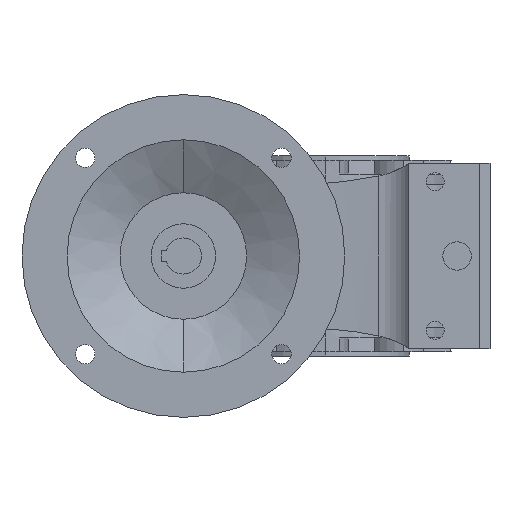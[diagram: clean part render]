
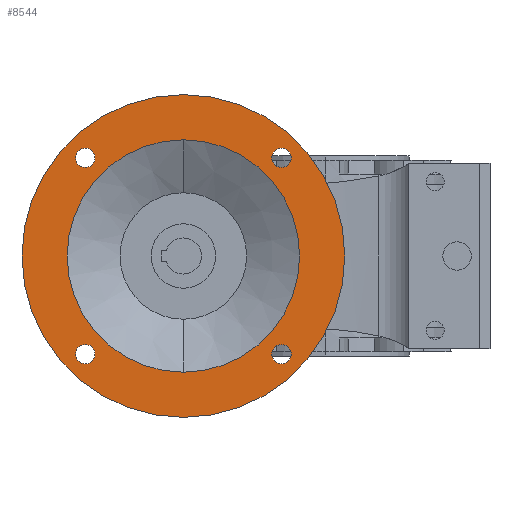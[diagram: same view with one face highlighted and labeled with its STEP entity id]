
A CAD part, left-side view. The second image highlights one B-rep face of the part: STEP entity #8544.
In plain terms, the highlighted planar face has unit normal (-1, 0, 0).
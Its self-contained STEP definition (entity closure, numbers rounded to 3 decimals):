
#1012 = DIRECTION ( 'NONE',  ( -1., 0., 0. ) ) ;
#1801 = CIRCLE ( 'NONE', #11273, 90. ) ;
#1815 = CIRCLE ( 'NONE', #11275, 125. ) ;
#1829 = CIRCLE ( 'NONE', #11279, 7.5 ) ;
#2642 = AXIS2_PLACEMENT_3D ( 'NONE', #12071, #12072, #12073 ) ;
#2643 = AXIS2_PLACEMENT_3D ( 'NONE', #12076, #12077, #12078 ) ;
#2647 = AXIS2_PLACEMENT_3D ( 'NONE', #12092, #12093, #12094 ) ;
#2898 = AXIS2_PLACEMENT_3D ( 'NONE', #7105, #7101, #7106 ) ;
#3466 = CARTESIAN_POINT ( 'NONE',  ( -28.5, 76.014, -83.514 ) ) ;
#3467 = CARTESIAN_POINT ( 'NONE',  ( -28.5, 76.014, 68.514 ) ) ;
#3472 = CARTESIAN_POINT ( 'NONE',  ( -28.5, 0., 125. ) ) ;
#3473 = CARTESIAN_POINT ( 'NONE',  ( -28.5, 76.014, 83.514 ) ) ;
#4076 = VERTEX_POINT ( 'NONE', #8032 ) ;
#4127 = VERTEX_POINT ( 'NONE', #5109 ) ;
#4128 = VERTEX_POINT ( 'NONE', #5110 ) ;
#4298 = VERTEX_POINT ( 'NONE', #5280 ) ;
#4307 = VERTEX_POINT ( 'NONE', #5289 ) ;
#4309 = VERTEX_POINT ( 'NONE', #5291 ) ;
#4311 = VERTEX_POINT ( 'NONE', #5293 ) ;
#4312 = VERTEX_POINT ( 'NONE', #5294 ) ;
#5109 = CARTESIAN_POINT ( 'NONE',  ( -28.5, -76.014, 68.514 ) ) ;
#5110 = CARTESIAN_POINT ( 'NONE',  ( -28.5, -76.014, -83.514 ) ) ;
#5280 = CARTESIAN_POINT ( 'NONE',  ( -28.5, 0., -90. ) ) ;
#5289 = CARTESIAN_POINT ( 'NONE',  ( -28.5, 76.014, -68.514 ) ) ;
#5291 = CARTESIAN_POINT ( 'NONE',  ( -28.5, -76.014, 83.514 ) ) ;
#5293 = CARTESIAN_POINT ( 'NONE',  ( -28.5, 0., -125. ) ) ;
#5294 = CARTESIAN_POINT ( 'NONE',  ( -28.5, 0., 90. ) ) ;
#5478 = VERTEX_POINT ( 'NONE', #3466 ) ;
#5479 = VERTEX_POINT ( 'NONE', #3467 ) ;
#5484 = VERTEX_POINT ( 'NONE', #3472 ) ;
#5485 = VERTEX_POINT ( 'NONE', #3473 ) ;
#5588 = ORIENTED_EDGE ( 'NONE', *, *, #6715, .F. ) ;
#5589 = ORIENTED_EDGE ( 'NONE', *, *, #6729, .F. ) ;
#5590 = ORIENTED_EDGE ( 'NONE', *, *, #6712, .F. ) ;
#5591 = ORIENTED_EDGE ( 'NONE', *, *, #6728, .F. ) ;
#5592 = ORIENTED_EDGE ( 'NONE', *, *, #6713, .F. ) ;
#5593 = ORIENTED_EDGE ( 'NONE', *, *, #6736, .F. ) ;
#5594 = ORIENTED_EDGE ( 'NONE', *, *, #6714, .F. ) ;
#5595 = ORIENTED_EDGE ( 'NONE', *, *, #6114, .F. ) ;
#5596 = ORIENTED_EDGE ( 'NONE', *, *, #6716, .F. ) ;
#5597 = ORIENTED_EDGE ( 'NONE', *, *, #6088, .F. ) ;
#5598 = ORIENTED_EDGE ( 'NONE', *, *, #6095, .T. ) ;
#5599 = ORIENTED_EDGE ( 'NONE', *, *, #6709, .T. ) ;
#6088 = EDGE_CURVE ( 'NONE', #4298, #4312, #1801, .T. ) ;
#6095 = EDGE_CURVE ( 'NONE', #5484, #4311, #1815, .T. ) ;
#6114 = EDGE_CURVE ( 'NONE', #5479, #5485, #1829, .T. ) ;
#6709 = EDGE_CURVE ( 'NONE', #4311, #5484, #12928, .T. ) ;
#6712 = EDGE_CURVE ( 'NONE', #4076, #4128, #12920, .T. ) ;
#6713 = EDGE_CURVE ( 'NONE', #4309, #4127, #12932, .T. ) ;
#6714 = EDGE_CURVE ( 'NONE', #5485, #5479, #12933, .T. ) ;
#6715 = EDGE_CURVE ( 'NONE', #4307, #5478, #12935, .T. ) ;
#6716 = EDGE_CURVE ( 'NONE', #4312, #4298, #12934, .T. ) ;
#6728 = EDGE_CURVE ( 'NONE', #4128, #4076, #12936, .T. ) ;
#6729 = EDGE_CURVE ( 'NONE', #5478, #4307, #12955, .T. ) ;
#6736 = EDGE_CURVE ( 'NONE', #4127, #4309, #12964, .T. ) ;
#7101 = DIRECTION ( 'NONE',  ( 1., 0., 0. ) ) ;
#7103 = PLANE ( 'NONE',  #2898 ) ;
#7105 = CARTESIAN_POINT ( 'NONE',  ( -28.5, 90., 0. ) ) ;
#7106 = DIRECTION ( 'NONE',  ( 0., 0., -1. ) ) ;
#7785 = CARTESIAN_POINT ( 'NONE',  ( -28.5, 0., 0. ) ) ;
#7786 = DIRECTION ( 'NONE',  ( -1., 0., 0. ) ) ;
#7787 = DIRECTION ( 'NONE',  ( 0., 0., 1. ) ) ;
#7795 = CARTESIAN_POINT ( 'NONE',  ( -28.5, 0., 0. ) ) ;
#7796 = DIRECTION ( 'NONE',  ( -1., 0., 0. ) ) ;
#7797 = DIRECTION ( 'NONE',  ( 0., 0., 1. ) ) ;
#7819 = CARTESIAN_POINT ( 'NONE',  ( -28.5, 76.014, 76.014 ) ) ;
#7820 = DIRECTION ( 'NONE',  ( -1., 0., 0. ) ) ;
#7821 = DIRECTION ( 'NONE',  ( 0., 0., 1. ) ) ;
#8025 = DIRECTION ( 'NONE',  ( 0., 0., 1. ) ) ;
#8032 = CARTESIAN_POINT ( 'NONE',  ( -28.5, -76.014, -68.514 ) ) ;
#8544 = ADVANCED_FACE ( 'NONE', ( #11750, #11745, #11753, #11749, #11754, #11752 ), #7103, .F. ) ;
#9409 = EDGE_LOOP ( 'NONE', ( #5594, #5595 ) ) ;
#9413 = EDGE_LOOP ( 'NONE', ( #5596, #5597 ) ) ;
#9416 = EDGE_LOOP ( 'NONE', ( #5598, #5599 ) ) ;
#9417 = EDGE_LOOP ( 'NONE', ( #5588, #5589 ) ) ;
#9418 = EDGE_LOOP ( 'NONE', ( #5590, #5591 ) ) ;
#9448 = EDGE_LOOP ( 'NONE', ( #5592, #5593 ) ) ;
#11273 = AXIS2_PLACEMENT_3D ( 'NONE', #7785, #7786, #7787 ) ;
#11275 = AXIS2_PLACEMENT_3D ( 'NONE', #7795, #7796, #7797 ) ;
#11279 = AXIS2_PLACEMENT_3D ( 'NONE', #7819, #7820, #7821 ) ;
#11423 = AXIS2_PLACEMENT_3D ( 'NONE', #13654, #1012, #8025 ) ;
#11425 = AXIS2_PLACEMENT_3D ( 'NONE', #12027, #12028, #12029 ) ;
#11426 = AXIS2_PLACEMENT_3D ( 'NONE', #12030, #12031, #12032 ) ;
#11427 = AXIS2_PLACEMENT_3D ( 'NONE', #12033, #12034, #12035 ) ;
#11428 = AXIS2_PLACEMENT_3D ( 'NONE', #12036, #12037, #12038 ) ;
#11429 = AXIS2_PLACEMENT_3D ( 'NONE', #12039, #12040, #12041 ) ;
#11745 = FACE_BOUND ( 'NONE', #9418, .T. ) ;
#11749 = FACE_BOUND ( 'NONE', #9409, .T. ) ;
#11750 = FACE_BOUND ( 'NONE', #9417, .T. ) ;
#11752 = FACE_OUTER_BOUND ( 'NONE', #9416, .T. ) ;
#11753 = FACE_BOUND ( 'NONE', #9448, .T. ) ;
#11754 = FACE_BOUND ( 'NONE', #9413, .T. ) ;
#12027 = CARTESIAN_POINT ( 'NONE',  ( -28.5, -76.014, -76.014 ) ) ;
#12028 = DIRECTION ( 'NONE',  ( -1., 0., 0. ) ) ;
#12029 = DIRECTION ( 'NONE',  ( 0., 0., 1. ) ) ;
#12030 = CARTESIAN_POINT ( 'NONE',  ( -28.5, -76.014, 76.014 ) ) ;
#12031 = DIRECTION ( 'NONE',  ( -1., 0., 0. ) ) ;
#12032 = DIRECTION ( 'NONE',  ( 0., 0., 1. ) ) ;
#12033 = CARTESIAN_POINT ( 'NONE',  ( -28.5, 76.014, 76.014 ) ) ;
#12034 = DIRECTION ( 'NONE',  ( -1., 0., 0. ) ) ;
#12035 = DIRECTION ( 'NONE',  ( 0., 0., 1. ) ) ;
#12036 = CARTESIAN_POINT ( 'NONE',  ( -28.5, 76.014, -76.014 ) ) ;
#12037 = DIRECTION ( 'NONE',  ( -1., 0., 0. ) ) ;
#12038 = DIRECTION ( 'NONE',  ( 0., 0., 1. ) ) ;
#12039 = CARTESIAN_POINT ( 'NONE',  ( -28.5, 0., 0. ) ) ;
#12040 = DIRECTION ( 'NONE',  ( -1., 0., 0. ) ) ;
#12041 = DIRECTION ( 'NONE',  ( 0., 0., 1. ) ) ;
#12071 = CARTESIAN_POINT ( 'NONE',  ( -28.5, -76.014, -76.014 ) ) ;
#12072 = DIRECTION ( 'NONE',  ( -1., 0., 0. ) ) ;
#12073 = DIRECTION ( 'NONE',  ( 0., 0., 1. ) ) ;
#12076 = CARTESIAN_POINT ( 'NONE',  ( -28.5, 76.014, -76.014 ) ) ;
#12077 = DIRECTION ( 'NONE',  ( -1., 0., 0. ) ) ;
#12078 = DIRECTION ( 'NONE',  ( 0., 0., 1. ) ) ;
#12092 = CARTESIAN_POINT ( 'NONE',  ( -28.5, -76.014, 76.014 ) ) ;
#12093 = DIRECTION ( 'NONE',  ( -1., 0., 0. ) ) ;
#12094 = DIRECTION ( 'NONE',  ( 0., 0., 1. ) ) ;
#12920 = CIRCLE ( 'NONE', #11425, 7.5 ) ;
#12928 = CIRCLE ( 'NONE', #11423, 125. ) ;
#12932 = CIRCLE ( 'NONE', #11426, 7.5 ) ;
#12933 = CIRCLE ( 'NONE', #11427, 7.5 ) ;
#12934 = CIRCLE ( 'NONE', #11429, 90. ) ;
#12935 = CIRCLE ( 'NONE', #11428, 7.5 ) ;
#12936 = CIRCLE ( 'NONE', #2642, 7.5 ) ;
#12955 = CIRCLE ( 'NONE', #2643, 7.5 ) ;
#12964 = CIRCLE ( 'NONE', #2647, 7.5 ) ;
#13654 = CARTESIAN_POINT ( 'NONE',  ( -28.5, 0., 0. ) ) ;
